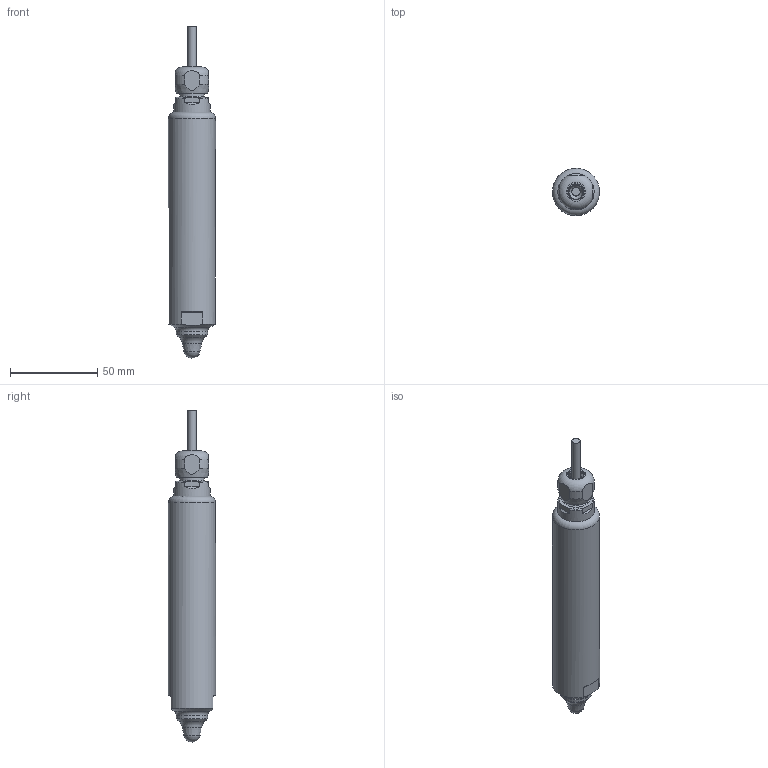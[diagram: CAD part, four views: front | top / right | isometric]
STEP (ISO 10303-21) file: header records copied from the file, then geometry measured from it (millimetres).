
FILE_DESCRIPTION(/* description */ ('Unknown'),/* implementation_level */ '2;1');
FILE_NAME(/* name */ 'LBFS Hanging With 112mm Tube',/* time_stamp */ '2023-09-29T08:52:04+02:00',/* author */ ('Unknown'),/* organization */ ('Baumer'),/* preprocessor_version */ 'ST-DEVELOPER v16.7',/* originating_system */ 'Solid Edge',/* authorisation */ 'Unknown');
FILE_SCHEMA (('AUTOMOTIVE_DESIGN {1 0 10303 214 3 1 1}'));
Length unit declared in the file: millimetre
Products named in the file (1): Part1
Bounding box: 26.97 x 27 x 190.4 mm (x, y, z)
Volume: 50390.9 mm3; surface area: 29477.4 mm2
Topology: 2 solids, 5 shells, 214 faces, 516 edges, 330 vertices
Faces by surface type: plane 72, cylinder 72, cone 39, torus 29, sphere 2
Full cylindrical faces by diameter (mm): 2 x1, 4.8 x1, 9 x1, 9.6 x1, 10.4 x1, 10.6 x1, 12 x1, 12.2 x1, 12.6 x1, 13 x1, 14 x2, 14.376 x1, 14.38 x1, 14.5 x1, 15 x1, 15.15 x1, 15.2 x1, 15.45 x1, 15.5 x1, 16 x2, 16.5 x2, 18 x3, 18.631 x2, 19 x2, 20.8 x1, 27 x1
Entity records: 7338 total; most frequent: CARTESIAN_POINT 1369, DIRECTION 966, ORIENTED_EDGE 792, AXIS2_PLACEMENT_3D 425, EDGE_CURVE 396, EDGE_LOOP 319, FACE_BOUND 319, VERTEX_POINT 291
